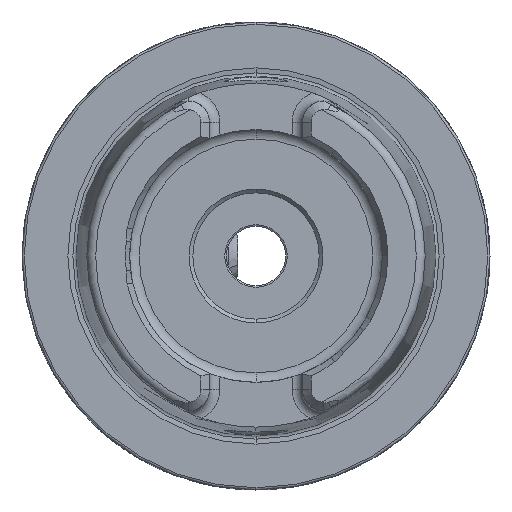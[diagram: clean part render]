
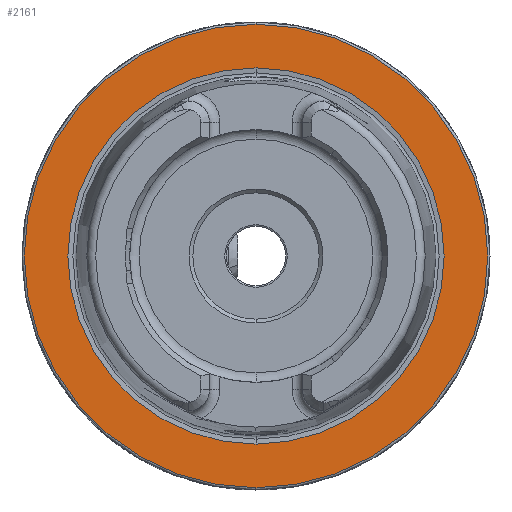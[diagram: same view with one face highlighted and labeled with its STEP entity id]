
A CAD part, left-side view. The second image highlights one B-rep face of the part: STEP entity #2161.
In plain terms, the highlighted planar face has unit normal (-1, 0, 0).
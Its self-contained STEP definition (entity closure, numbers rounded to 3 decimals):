
#98 = CIRCLE ( 'NONE', #3345, 31.2 ) ;
#112 = CIRCLE ( 'NONE', #3301, 25.324 ) ;
#307 = ORIENTED_EDGE ( 'NONE', *, *, #6378, .T. ) ;
#308 = ORIENTED_EDGE ( 'NONE', *, *, #7252, .T. ) ;
#330 = ORIENTED_EDGE ( 'NONE', *, *, #7248, .F. ) ;
#345 = ORIENTED_EDGE ( 'NONE', *, *, #6377, .F. ) ;
#833 = VERTEX_POINT ( 'NONE', #8971 ) ;
#981 = VERTEX_POINT ( 'NONE', #8892 ) ;
#985 = VERTEX_POINT ( 'NONE', #8890 ) ;
#1042 = VERTEX_POINT ( 'NONE', #9044 ) ;
#2161 = ADVANCED_FACE ( 'NONE', ( #6711, #6693 ), #8625, .F. ) ;
#3186 = AXIS2_PLACEMENT_3D ( 'NONE', #7761, #7762, #7763 ) ;
#3189 = AXIS2_PLACEMENT_3D ( 'NONE', #7765, #7766, #7767 ) ;
#3301 = AXIS2_PLACEMENT_3D ( 'NONE', #4251, #4253, #4255 ) ;
#3345 = AXIS2_PLACEMENT_3D ( 'NONE', #4270, #4272, #4274 ) ;
#4251 = CARTESIAN_POINT ( 'NONE',  ( 0., 0., 0. ) ) ;
#4253 = DIRECTION ( 'NONE',  ( -1., 0., 0. ) ) ;
#4255 = DIRECTION ( 'NONE',  ( 0., 0., 1. ) ) ;
#4270 = CARTESIAN_POINT ( 'NONE',  ( 0., 0., 0. ) ) ;
#4272 = DIRECTION ( 'NONE',  ( -1., 0., 0. ) ) ;
#4274 = DIRECTION ( 'NONE',  ( 0., 0., 1. ) ) ;
#5898 = AXIS2_PLACEMENT_3D ( 'NONE', #8627, #8636, #8622 ) ;
#6377 = EDGE_CURVE ( 'NONE', #981, #833, #8159, .T. ) ;
#6378 = EDGE_CURVE ( 'NONE', #985, #1042, #8160, .T. ) ;
#6693 = FACE_OUTER_BOUND ( 'NONE', #9303, .T. ) ;
#6711 = FACE_BOUND ( 'NONE', #9173, .T. ) ;
#7248 = EDGE_CURVE ( 'NONE', #833, #981, #112, .T. ) ;
#7252 = EDGE_CURVE ( 'NONE', #1042, #985, #98, .T. ) ;
#7761 = CARTESIAN_POINT ( 'NONE',  ( 0., 0., 0. ) ) ;
#7762 = DIRECTION ( 'NONE',  ( -1., 0., 0. ) ) ;
#7763 = DIRECTION ( 'NONE',  ( 0., 0., 1. ) ) ;
#7765 = CARTESIAN_POINT ( 'NONE',  ( 0., 0., 0. ) ) ;
#7766 = DIRECTION ( 'NONE',  ( -1., 0., 0. ) ) ;
#7767 = DIRECTION ( 'NONE',  ( 0., 0., 1. ) ) ;
#8159 = CIRCLE ( 'NONE', #3186, 25.324 ) ;
#8160 = CIRCLE ( 'NONE', #3189, 31.2 ) ;
#8622 = DIRECTION ( 'NONE',  ( 0., 0., -1. ) ) ;
#8625 = PLANE ( 'NONE',  #5898 ) ;
#8627 = CARTESIAN_POINT ( 'NONE',  ( 0., 31.2, 0. ) ) ;
#8636 = DIRECTION ( 'NONE',  ( 1., 0., 0. ) ) ;
#8890 = CARTESIAN_POINT ( 'NONE',  ( 0., 0., -31.2 ) ) ;
#8892 = CARTESIAN_POINT ( 'NONE',  ( 0., 0., 25.324 ) ) ;
#8971 = CARTESIAN_POINT ( 'NONE',  ( 0., 0., -25.324 ) ) ;
#9044 = CARTESIAN_POINT ( 'NONE',  ( 0., 0., 31.2 ) ) ;
#9173 = EDGE_LOOP ( 'NONE', ( #345, #330 ) ) ;
#9303 = EDGE_LOOP ( 'NONE', ( #308, #307 ) ) ;
